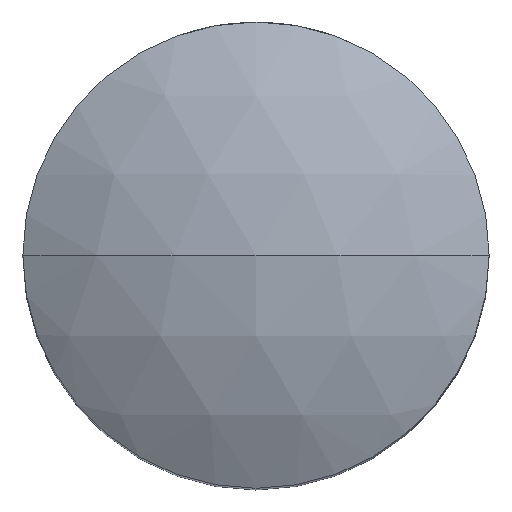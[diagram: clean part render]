
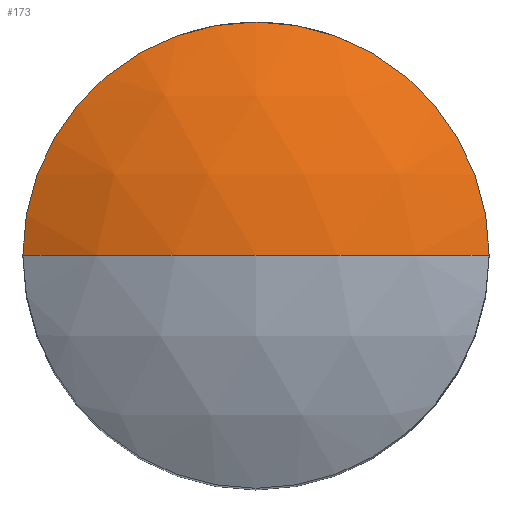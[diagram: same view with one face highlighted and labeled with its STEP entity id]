
A CAD part, top view. The second image highlights one B-rep face of the part: STEP entity #173.
In plain terms, the highlighted spherical face has radius 12 mm.
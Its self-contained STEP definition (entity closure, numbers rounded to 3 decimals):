
#10 = CARTESIAN_POINT ( 'NONE',  ( -6., 0., 13.392 ) ) ;
#29 = VERTEX_POINT ( 'NONE', #619 ) ;
#57 = DIRECTION ( 'NONE',  ( -1., 0., 0. ) ) ;
#72 = CIRCLE ( 'NONE', #420, 12. ) ;
#106 = SPHERICAL_SURFACE ( 'NONE', #439, 12. ) ;
#122 = VERTEX_POINT ( 'NONE', #10 ) ;
#142 = VERTEX_POINT ( 'NONE', #831 ) ;
#173 = ADVANCED_FACE ( 'NONE', ( #827 ), #106, .T. ) ;
#177 = AXIS2_PLACEMENT_3D ( 'NONE', #596, #186, #658 ) ;
#186 = DIRECTION ( 'NONE',  ( 0., 1., 0. ) ) ;
#243 = EDGE_CURVE ( 'NONE', #29, #122, #72, .T. ) ;
#280 = CARTESIAN_POINT ( 'NONE',  ( 0., 0., 3. ) ) ;
#281 = CIRCLE ( 'NONE', #298, 6. ) ;
#298 = AXIS2_PLACEMENT_3D ( 'NONE', #864, #464, #57 ) ;
#304 = ORIENTED_EDGE ( 'NONE', *, *, #546, .F. ) ;
#367 = DIRECTION ( 'NONE',  ( 1., 0., 0. ) ) ;
#378 = DIRECTION ( 'NONE',  ( 0., -1., 0. ) ) ;
#420 = AXIS2_PLACEMENT_3D ( 'NONE', #280, #378, #367 ) ;
#439 = AXIS2_PLACEMENT_3D ( 'NONE', #850, #817, #811 ) ;
#464 = DIRECTION ( 'NONE',  ( 0., 0., -1. ) ) ;
#513 = EDGE_LOOP ( 'NONE', ( #717, #670, #304 ) ) ;
#526 = CIRCLE ( 'NONE', #177, 12. ) ;
#546 = EDGE_CURVE ( 'NONE', #122, #142, #281, .T. ) ;
#596 = CARTESIAN_POINT ( 'NONE',  ( 0., 0., 3. ) ) ;
#619 = CARTESIAN_POINT ( 'NONE',  ( 0., 0., 15. ) ) ;
#658 = DIRECTION ( 'NONE',  ( 0., 0., 1. ) ) ;
#670 = ORIENTED_EDGE ( 'NONE', *, *, #829, .T. ) ;
#717 = ORIENTED_EDGE ( 'NONE', *, *, #243, .F. ) ;
#811 = DIRECTION ( 'NONE',  ( 1., 0., 0. ) ) ;
#817 = DIRECTION ( 'NONE',  ( 0., -1., 0. ) ) ;
#827 = FACE_OUTER_BOUND ( 'NONE', #513, .T. ) ;
#829 = EDGE_CURVE ( 'NONE', #29, #142, #526, .T. ) ;
#831 = CARTESIAN_POINT ( 'NONE',  ( 6., 0., 13.392 ) ) ;
#850 = CARTESIAN_POINT ( 'NONE',  ( 0., 0., 3. ) ) ;
#864 = CARTESIAN_POINT ( 'NONE',  ( 0., 0., 13.392 ) ) ;
